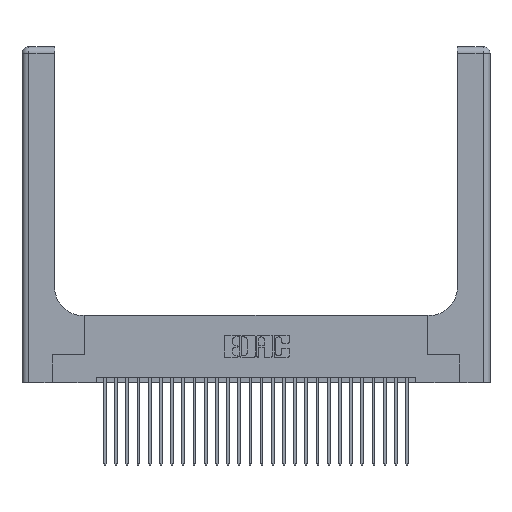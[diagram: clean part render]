
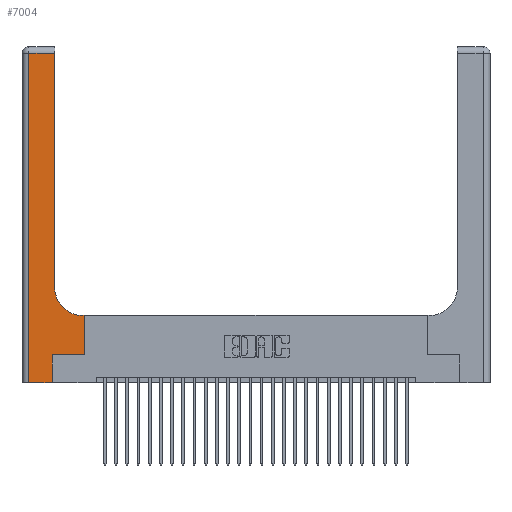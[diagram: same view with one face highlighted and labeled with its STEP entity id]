
A CAD part, top view. The second image highlights one B-rep face of the part: STEP entity #7004.
In plain terms, the highlighted planar face has unit normal (0, 0, 1).
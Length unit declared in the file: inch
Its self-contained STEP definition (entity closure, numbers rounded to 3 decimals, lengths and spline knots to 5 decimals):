
#107 = VECTOR ( 'NONE', #27032, 39.37008 ) ;
#515 = DIRECTION ( 'NONE',  ( 1., 0., 0. ) ) ;
#2605 = DIRECTION ( 'NONE',  ( -1., 0., 0. ) ) ;
#2794 = VERTEX_POINT ( 'NONE', #16029 ) ;
#3242 = ORIENTED_EDGE ( 'NONE', *, *, #28174, .T. ) ;
#3721 = PLANE ( 'NONE',  #24451 ) ;
#4008 = EDGE_CURVE ( 'NONE', #2794, #8347, #11429, .T. ) ;
#4165 = VECTOR ( 'NONE', #17812, 39.37008 ) ;
#4362 = DIRECTION ( 'NONE',  ( 0., 1., 0. ) ) ;
#4667 = CARTESIAN_POINT ( 'NONE',  ( 0., 0., 0.37 ) ) ;
#4906 = VERTEX_POINT ( 'NONE', #12428 ) ;
#5418 = VECTOR ( 'NONE', #4362, 39.37008 ) ;
#5920 = VERTEX_POINT ( 'NONE', #8536 ) ;
#6294 = FACE_OUTER_BOUND ( 'NONE', #18750, .T. ) ;
#6321 = VERTEX_POINT ( 'NONE', #23202 ) ;
#6672 = CARTESIAN_POINT ( 'NONE',  ( 0.269, 0., 0.37 ) ) ;
#7004 = ADVANCED_FACE ( 'NONE', ( #6294 ), #3721, .F. ) ;
#7133 = EDGE_CURVE ( 'NONE', #13914, #21728, #15417, .T. ) ;
#7137 = CARTESIAN_POINT ( 'NONE',  ( 0.269, 0., 0.37 ) ) ;
#7428 = ORIENTED_EDGE ( 'NONE', *, *, #15143, .T. ) ;
#8347 = VERTEX_POINT ( 'NONE', #24431 ) ;
#8536 = CARTESIAN_POINT ( 'NONE',  ( 0.06, 2.94, 0.37 ) ) ;
#8664 = VERTEX_POINT ( 'NONE', #7137 ) ;
#8832 = ORIENTED_EDGE ( 'NONE', *, *, #4008, .T. ) ;
#8966 = VECTOR ( 'NONE', #22532, 39.37008 ) ;
#10512 = ORIENTED_EDGE ( 'NONE', *, *, #13864, .T. ) ;
#10655 = VECTOR ( 'NONE', #2605, 39.37008 ) ;
#11429 = LINE ( 'NONE', #26648, #5418 ) ;
#12210 = LINE ( 'NONE', #27571, #17414 ) ;
#12228 = CARTESIAN_POINT ( 'NONE',  ( 0.5415, 0.6, 0.37 ) ) ;
#12428 = CARTESIAN_POINT ( 'NONE',  ( 0.06, 0., 0.37 ) ) ;
#12694 = AXIS2_PLACEMENT_3D ( 'NONE', #27398, #14073, #515 ) ;
#13075 = VECTOR ( 'NONE', #27817, 39.37008 ) ;
#13339 = CARTESIAN_POINT ( 'NONE',  ( 0.2915, 3., 0.37 ) ) ;
#13864 = EDGE_CURVE ( 'NONE', #4906, #8664, #18115, .T. ) ;
#13914 = VERTEX_POINT ( 'NONE', #16149 ) ;
#14073 = DIRECTION ( 'NONE',  ( 0., 0., -1. ) ) ;
#14488 = CARTESIAN_POINT ( 'NONE',  ( 0., 2.94, 0.37 ) ) ;
#14864 = ORIENTED_EDGE ( 'NONE', *, *, #7133, .T. ) ;
#14914 = LINE ( 'NONE', #18074, #8966 ) ;
#15143 = EDGE_CURVE ( 'NONE', #6321, #2794, #14914, .T. ) ;
#15202 = DIRECTION ( 'NONE',  ( -1., 0., 0. ) ) ;
#15417 = LINE ( 'NONE', #13339, #4165 ) ;
#16029 = CARTESIAN_POINT ( 'NONE',  ( 0.5585, 0.25, 0.37 ) ) ;
#16082 = CARTESIAN_POINT ( 'NONE',  ( 0.2915, 0.6, 0.37 ) ) ;
#16149 = CARTESIAN_POINT ( 'NONE',  ( 0.2915, 0.85, 0.37 ) ) ;
#17414 = VECTOR ( 'NONE', #20929, 39.37008 ) ;
#17608 = ORIENTED_EDGE ( 'NONE', *, *, #22418, .T. ) ;
#17812 = DIRECTION ( 'NONE',  ( 0., 1., 0. ) ) ;
#17919 = DIRECTION ( 'NONE',  ( 0., 1., 0. ) ) ;
#18074 = CARTESIAN_POINT ( 'NONE',  ( 0.269, 0.25, 0.37 ) ) ;
#18115 = LINE ( 'NONE', #4667, #107 ) ;
#18145 = ORIENTED_EDGE ( 'NONE', *, *, #23180, .T. ) ;
#18463 = ORIENTED_EDGE ( 'NONE', *, *, #24821, .T. ) ;
#18750 = EDGE_LOOP ( 'NONE', ( #14864, #3242, #18463, #10512, #18145, #7428, #8832, #22635, #17608 ) ) ;
#18985 = LINE ( 'NONE', #14488, #13075 ) ;
#20929 = DIRECTION ( 'NONE',  ( 0., -1., 0. ) ) ;
#21728 = VERTEX_POINT ( 'NONE', #27136 ) ;
#21745 = LINE ( 'NONE', #16082, #10655 ) ;
#22418 = EDGE_CURVE ( 'NONE', #26852, #13914, #26254, .T. ) ;
#22532 = DIRECTION ( 'NONE',  ( 1., 0., 0. ) ) ;
#22635 = ORIENTED_EDGE ( 'NONE', *, *, #27325, .T. ) ;
#23180 = EDGE_CURVE ( 'NONE', #8664, #6321, #25169, .T. ) ;
#23202 = CARTESIAN_POINT ( 'NONE',  ( 0.269, 0.25, 0.37 ) ) ;
#24036 = CARTESIAN_POINT ( 'NONE',  ( 0., 3., 0.37 ) ) ;
#24431 = CARTESIAN_POINT ( 'NONE',  ( 0.5585, 0.6, 0.37 ) ) ;
#24444 = VECTOR ( 'NONE', #17919, 39.37008 ) ;
#24451 = AXIS2_PLACEMENT_3D ( 'NONE', #24036, #28532, #15202 ) ;
#24821 = EDGE_CURVE ( 'NONE', #5920, #4906, #12210, .T. ) ;
#25169 = LINE ( 'NONE', #6672, #24444 ) ;
#26254 = CIRCLE ( 'NONE', #12694, 0.25 ) ;
#26648 = CARTESIAN_POINT ( 'NONE',  ( 0.5585, 0.25, 0.37 ) ) ;
#26852 = VERTEX_POINT ( 'NONE', #12228 ) ;
#27032 = DIRECTION ( 'NONE',  ( 1., 0., 0. ) ) ;
#27136 = CARTESIAN_POINT ( 'NONE',  ( 0.2915, 2.94, 0.37 ) ) ;
#27325 = EDGE_CURVE ( 'NONE', #8347, #26852, #21745, .T. ) ;
#27398 = CARTESIAN_POINT ( 'NONE',  ( 0.5415, 0.85, 0.37 ) ) ;
#27571 = CARTESIAN_POINT ( 'NONE',  ( 0.06, 3., 0.37 ) ) ;
#27817 = DIRECTION ( 'NONE',  ( -1., 0., 0. ) ) ;
#28174 = EDGE_CURVE ( 'NONE', #21728, #5920, #18985, .T. ) ;
#28532 = DIRECTION ( 'NONE',  ( 0., 0., -1. ) ) ;
